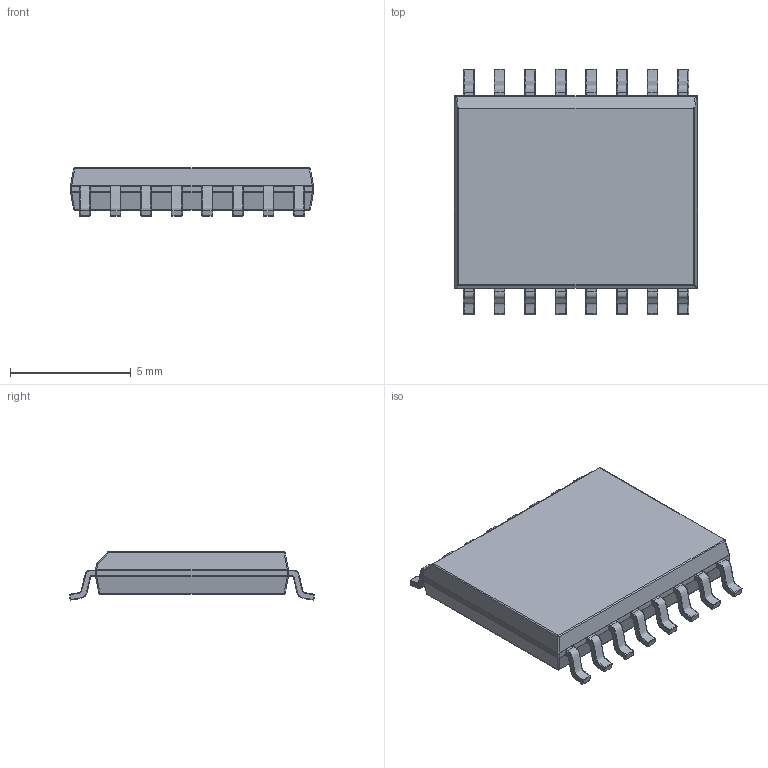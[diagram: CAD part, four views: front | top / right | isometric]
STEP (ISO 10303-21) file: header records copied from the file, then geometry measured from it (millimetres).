
FILE_DESCRIPTION(/* description */ (''),/* implementation_level */ '2;1');
FILE_NAME(/* name */ 'SOIC16~2',/* time_stamp */ '2013-12-15T11:47:15+01:00',/* author */ (''),/* organization */ (''),/* preprocessor_version */ 'ST-DEVELOPER v14',/* originating_system */ '',/* authorisation */ '');
FILE_SCHEMA (('AUTOMOTIVE_DESIGN'));
Length unit declared in the file: millimetre
Products named in the file (1): Document
Bounding box: 10.08 x 10.16 x 2 mm (x, y, z)
Volume: 140.6 mm3; surface area: 263.8 mm2
Topology: 17 solids, 17 shells, 706 faces, 1427 edges, 760 vertices
Faces by surface type: bspline 653, plane 53
Entity records: 49065 total; most frequent: CARTESIAN_POINT 30770, B_SPLINE_CURVE_WITH_KNOTS 3466, ORIENTED_EDGE 2854, PCURVE 2854, DEFINITIONAL_REPRESENTATION 2854, SURFACE_CURVE 1427, EDGE_CURVE 1427, VERTEX_POINT 760
